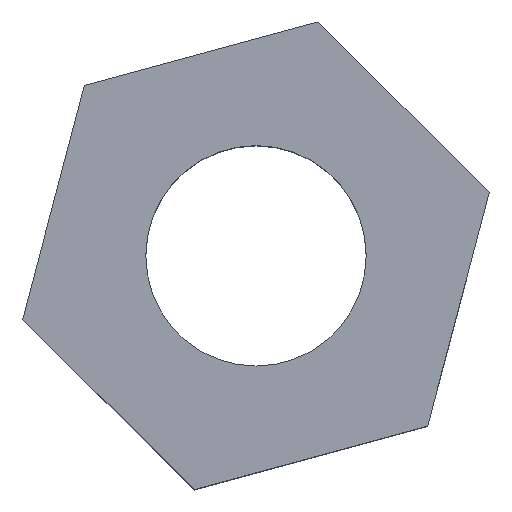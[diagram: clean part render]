
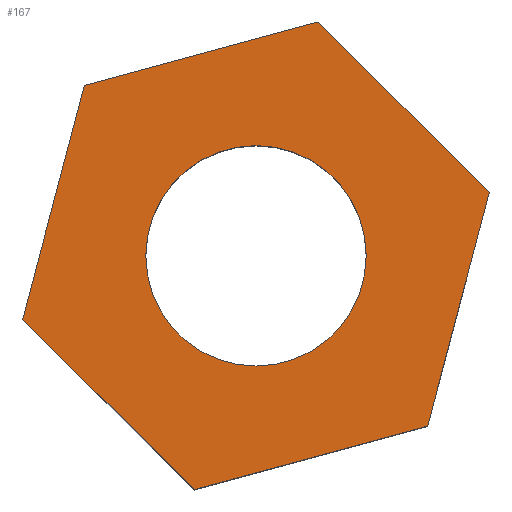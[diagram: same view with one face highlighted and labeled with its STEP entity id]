
A CAD part, top view. The second image highlights one B-rep face of the part: STEP entity #167.
In plain terms, the highlighted planar face has unit normal (0, 0, 1).
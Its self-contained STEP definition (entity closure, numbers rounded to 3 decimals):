
#17=FACE_BOUND('',#35,.T.);
#19=CIRCLE('',#198,1.);
#24=FACE_OUTER_BOUND('',#34,.T.);
#34=EDGE_LOOP('',(#132,#133,#134,#135,#136,#137));
#35=EDGE_LOOP('',(#138));
#43=LINE('',#255,#62);
#46=LINE('',#261,#65);
#49=LINE('',#267,#68);
#53=LINE('',#278,#72);
#54=LINE('',#280,#73);
#55=LINE('',#281,#74);
#62=VECTOR('',#210,1.);
#65=VECTOR('',#215,1.);
#68=VECTOR('',#220,1.);
#72=VECTOR('',#230,1.);
#73=VECTOR('',#231,1.);
#74=VECTOR('',#232,1.);
#79=VERTEX_POINT('',#249);
#81=VERTEX_POINT('',#253);
#83=VERTEX_POINT('',#258);
#85=VERTEX_POINT('',#265);
#89=VERTEX_POINT('',#277);
#90=VERTEX_POINT('',#279);
#91=VERTEX_POINT('',#282);
#95=EDGE_CURVE('',#79,#81,#43,.T.);
#98=EDGE_CURVE('',#83,#79,#46,.T.);
#101=EDGE_CURVE('',#81,#85,#49,.T.);
#106=EDGE_CURVE('',#85,#89,#53,.T.);
#107=EDGE_CURVE('',#89,#90,#54,.T.);
#108=EDGE_CURVE('',#90,#83,#55,.T.);
#109=EDGE_CURVE('',#91,#91,#19,.T.);
#132=ORIENTED_EDGE('',*,*,#95,.T.);
#133=ORIENTED_EDGE('',*,*,#101,.T.);
#134=ORIENTED_EDGE('',*,*,#106,.T.);
#135=ORIENTED_EDGE('',*,*,#107,.T.);
#136=ORIENTED_EDGE('',*,*,#108,.T.);
#137=ORIENTED_EDGE('',*,*,#98,.T.);
#138=ORIENTED_EDGE('',*,*,#109,.T.);
#159=PLANE('',#197);
#167=ADVANCED_FACE('',(#24,#17),#159,.T.);
#197=AXIS2_PLACEMENT_3D('',#276,#228,#229);
#198=AXIS2_PLACEMENT_3D('',#283,#233,#234);
#210=DIRECTION('',(-0.965,-0.263,0.));
#215=DIRECTION('',(-0.71,0.704,0.));
#220=DIRECTION('',(-0.255,-0.967,0.));
#228=DIRECTION('center_axis',(0.,0.,1.));
#229=DIRECTION('ref_axis',(1.,0.,0.));
#230=DIRECTION('',(0.71,-0.704,0.));
#231=DIRECTION('',(0.965,0.263,0.));
#232=DIRECTION('',(0.255,0.967,0.));
#233=DIRECTION('center_axis',(0.,0.,-1.));
#234=DIRECTION('ref_axis',(1.,0.,0.));
#249=CARTESIAN_POINT('',(0.56,2.121,2.));
#253=CARTESIAN_POINT('',(-1.557,1.545,2.));
#255=CARTESIAN_POINT('',(0.56,2.121,2.));
#258=CARTESIAN_POINT('',(2.117,0.576,2.));
#261=CARTESIAN_POINT('',(2.117,0.576,2.));
#265=CARTESIAN_POINT('',(-2.117,-0.576,2.));
#267=CARTESIAN_POINT('',(-1.557,1.545,2.));
#276=CARTESIAN_POINT('Origin',(0.,0.,2.));
#277=CARTESIAN_POINT('',(-0.56,-2.121,2.));
#278=CARTESIAN_POINT('',(-2.117,-0.576,2.));
#279=CARTESIAN_POINT('',(1.557,-1.545,2.));
#280=CARTESIAN_POINT('',(-0.56,-2.121,2.));
#281=CARTESIAN_POINT('',(1.557,-1.545,2.));
#282=CARTESIAN_POINT('',(-1.,0.,2.));
#283=CARTESIAN_POINT('Origin',(0.,0.,2.));
